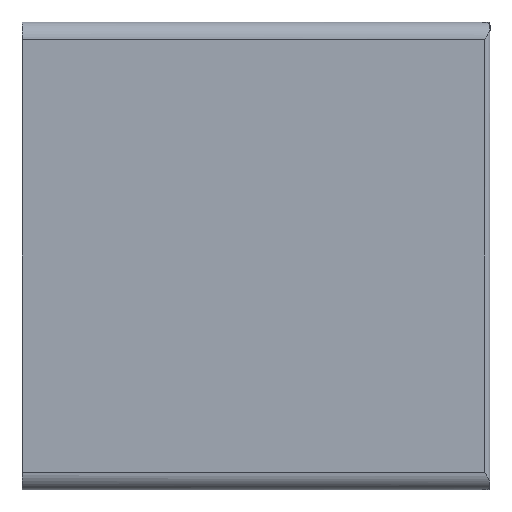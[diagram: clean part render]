
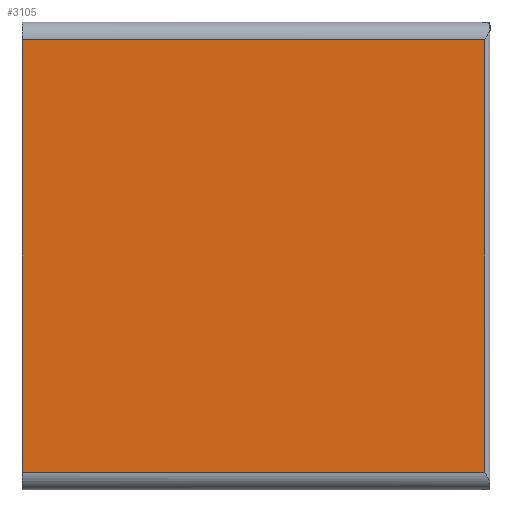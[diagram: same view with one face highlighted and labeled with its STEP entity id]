
A CAD part, front view. The second image highlights one B-rep face of the part: STEP entity #3105.
In plain terms, the highlighted planar face has unit normal (0, -1, 0).
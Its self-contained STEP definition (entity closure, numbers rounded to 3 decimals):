
#564=VERTEX_POINT('',#4661);
#565=VERTEX_POINT('',#4662);
#566=VERTEX_POINT('',#4664);
#567=VERTEX_POINT('',#4666);
#860=VECTOR('',#3793,1.);
#861=VECTOR('',#3794,1.);
#862=VECTOR('',#3795,1.);
#863=VECTOR('',#3796,1.);
#1164=LINE('',#4660,#860);
#1165=LINE('',#4663,#861);
#1166=LINE('',#4665,#862);
#1167=LINE('',#4667,#863);
#1523=EDGE_CURVE('',#564,#565,#1164,.T.);
#1524=EDGE_CURVE('',#566,#565,#1165,.T.);
#1525=EDGE_CURVE('',#567,#566,#1166,.T.);
#1526=EDGE_CURVE('',#567,#564,#1167,.T.);
#2032=ORIENTED_EDGE('',*,*,#1523,.T.);
#2033=ORIENTED_EDGE('',*,*,#1524,.F.);
#2034=ORIENTED_EDGE('',*,*,#1525,.F.);
#2035=ORIENTED_EDGE('',*,*,#1526,.T.);
#2781=EDGE_LOOP('',(#2032,#2033,#2034,#2035));
#2943=FACE_BOUND('',#2781,.T.);
#3105=ADVANCED_FACE('',(#2943),#5359,.F.);
#3318=AXIS2_PLACEMENT_3D('',#4659,#3792,$);
#3792=DIRECTION('',(0.,1.,0.));
#3793=DIRECTION('',(0.,0.,-1.));
#3794=DIRECTION('',(-1.,0.,0.));
#3795=DIRECTION('',(0.,0.,-1.));
#3796=DIRECTION('',(-1.,0.,0.));
#4659=CARTESIAN_POINT('',(0.,0.,18.6));
#4660=CARTESIAN_POINT('',(0.,0.,17.9));
#4661=CARTESIAN_POINT('',(0.,0.,17.9));
#4662=CARTESIAN_POINT('',(0.,0.,0.7));
#4663=CARTESIAN_POINT('',(18.4,0.,0.7));
#4664=CARTESIAN_POINT('',(18.4,0.,0.7));
#4665=CARTESIAN_POINT('',(18.4,0.,17.9));
#4666=CARTESIAN_POINT('',(18.4,0.,17.9));
#4667=CARTESIAN_POINT('',(18.4,0.,17.9));
#5359=PLANE('',#3318);
